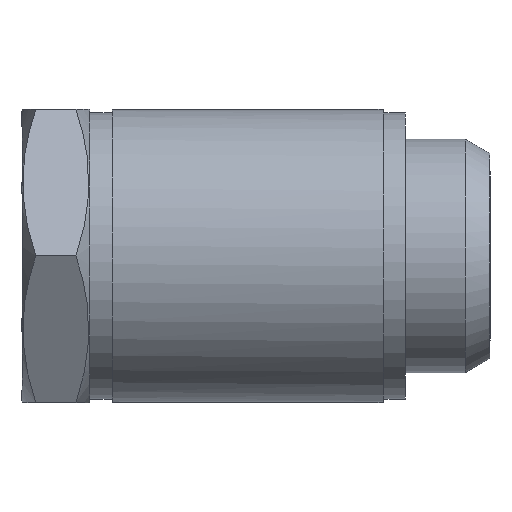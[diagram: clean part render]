
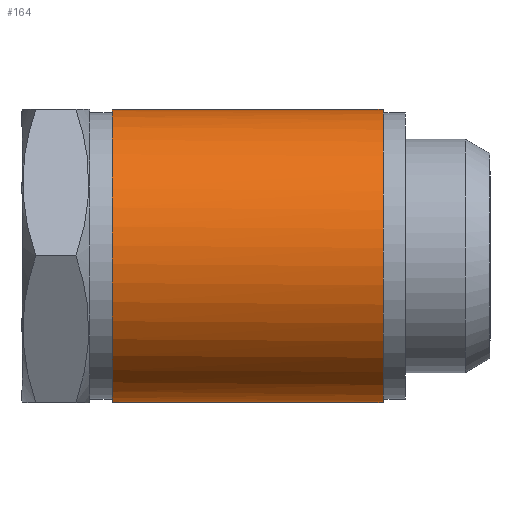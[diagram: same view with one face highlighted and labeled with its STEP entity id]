
A CAD part, left-side view. The second image highlights one B-rep face of the part: STEP entity #164.
In plain terms, the highlighted free-form (B-spline) face has degree [2, 1] with [9, 2] control points.
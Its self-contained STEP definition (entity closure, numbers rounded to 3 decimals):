
#164=ADVANCED_FACE('',(#249),#1256,.T.);
#249=FACE_OUTER_BOUND('',#342,.T.);
#342=EDGE_LOOP('',(#649,#650,#651,#652));
#649=ORIENTED_EDGE('',*,*,#903,.F.);
#650=ORIENTED_EDGE('',*,*,#904,.T.);
#651=ORIENTED_EDGE('',*,*,#905,.T.);
#652=ORIENTED_EDGE('',*,*,#906,.T.);
#903=EDGE_CURVE('',#1187,#1188,#1048,.T.);
#904=EDGE_CURVE('',#1187,#1190,#1049,.T.);
#905=EDGE_CURVE('',#1190,#1191,#1050,.T.);
#906=EDGE_CURVE('',#1191,#1188,#1051,.T.);
#1048=(
BOUNDED_CURVE()
B_SPLINE_CURVE(1,(#5241,#5242),.UNSPECIFIED.,.F.,.F.)
B_SPLINE_CURVE_WITH_KNOTS((2,2),(0.,24.),.UNSPECIFIED.)
CURVE()
GEOMETRIC_REPRESENTATION_ITEM()
RATIONAL_B_SPLINE_CURVE((1.,1.))
REPRESENTATION_ITEM('')
);
#1049=(
BOUNDED_CURVE()
B_SPLINE_CURVE(2,(#5243,#5244,#5245,#5246,#5247),.UNSPECIFIED.,.F.,.F.)
B_SPLINE_CURVE_WITH_KNOTS((3,2,3),(0.,20.42,40.841),
 .UNSPECIFIED.)
CURVE()
GEOMETRIC_REPRESENTATION_ITEM()
RATIONAL_B_SPLINE_CURVE((1.,0.707,1.,0.707,1.))
REPRESENTATION_ITEM('')
);
#1050=(
BOUNDED_CURVE()
B_SPLINE_CURVE(1,(#5248,#5249),.UNSPECIFIED.,.F.,.F.)
B_SPLINE_CURVE_WITH_KNOTS((2,2),(0.,24.),.UNSPECIFIED.)
CURVE()
GEOMETRIC_REPRESENTATION_ITEM()
RATIONAL_B_SPLINE_CURVE((1.,1.))
REPRESENTATION_ITEM('')
);
#1051=(
BOUNDED_CURVE()
B_SPLINE_CURVE(2,(#5250,#5251,#5252,#5253,#5254),.UNSPECIFIED.,.F.,.F.)
B_SPLINE_CURVE_WITH_KNOTS((3,2,3),(0.,20.42,40.841),
 .UNSPECIFIED.)
CURVE()
GEOMETRIC_REPRESENTATION_ITEM()
RATIONAL_B_SPLINE_CURVE((1.,0.707,1.,0.707,1.))
REPRESENTATION_ITEM('')
);
#1187=VERTEX_POINT('',#4955);
#1188=VERTEX_POINT('',#4956);
#1190=VERTEX_POINT('',#4958);
#1191=VERTEX_POINT('',#4959);
#1256=(
BOUNDED_SURFACE()
B_SPLINE_SURFACE(2,1,((#3909,#3910),(#3911,#3912),(#3913,#3914),(#3915,
#3916),(#3917,#3918),(#3919,#3920),(#3921,#3922),(#3923,#3924),(#3925,#3926)),
 .UNSPECIFIED.,.T.,.F.,.F.)
B_SPLINE_SURFACE_WITH_KNOTS((3,2,2,2,3),(2,2),(0.,1.571,3.142,
4.712,6.283),(0.,28.802),.UNSPECIFIED.)
GEOMETRIC_REPRESENTATION_ITEM()
RATIONAL_B_SPLINE_SURFACE(((1.,1.),(0.707,0.707),
(1.,1.),(0.707,0.707),(1.,1.),(0.707,
0.707),(1.,1.),(0.707,0.707),(1.,1.)))
REPRESENTATION_ITEM('')
SURFACE()
);
#3909=CARTESIAN_POINT('',(13.,-14.401,0.));
#3910=CARTESIAN_POINT('',(13.,14.401,0.));
#3911=CARTESIAN_POINT('',(13.,-14.401,-13.));
#3912=CARTESIAN_POINT('',(13.,14.401,-13.));
#3913=CARTESIAN_POINT('',(0.,-14.401,-13.));
#3914=CARTESIAN_POINT('',(0.,14.401,-13.));
#3915=CARTESIAN_POINT('',(-13.,-14.401,-13.));
#3916=CARTESIAN_POINT('',(-13.,14.401,-13.));
#3917=CARTESIAN_POINT('',(-13.,-14.401,0.));
#3918=CARTESIAN_POINT('',(-13.,14.401,0.));
#3919=CARTESIAN_POINT('',(-13.,-14.401,13.));
#3920=CARTESIAN_POINT('',(-13.,14.401,13.));
#3921=CARTESIAN_POINT('',(0.,-14.401,13.));
#3922=CARTESIAN_POINT('',(0.,14.401,13.));
#3923=CARTESIAN_POINT('',(13.,-14.401,13.));
#3924=CARTESIAN_POINT('',(13.,14.401,13.));
#3925=CARTESIAN_POINT('',(13.,-14.401,0.));
#3926=CARTESIAN_POINT('',(13.,14.401,0.));
#4955=CARTESIAN_POINT('',(0.,-12.,-13.));
#4956=CARTESIAN_POINT('',(0.,12.,-13.));
#4958=CARTESIAN_POINT('',(0.,-12.,13.));
#4959=CARTESIAN_POINT('',(0.,12.,13.));
#5241=CARTESIAN_POINT('',(0.,-12.,-13.));
#5242=CARTESIAN_POINT('',(0.,12.,-13.));
#5243=CARTESIAN_POINT('',(0.,-12.,-13.));
#5244=CARTESIAN_POINT('',(-13.,-12.,-13.));
#5245=CARTESIAN_POINT('',(-13.,-12.,0.));
#5246=CARTESIAN_POINT('',(-13.,-12.,13.));
#5247=CARTESIAN_POINT('',(0.,-12.,13.));
#5248=CARTESIAN_POINT('',(0.,-12.,13.));
#5249=CARTESIAN_POINT('',(0.,12.,13.));
#5250=CARTESIAN_POINT('',(0.,12.,13.));
#5251=CARTESIAN_POINT('',(-13.,12.,13.));
#5252=CARTESIAN_POINT('',(-13.,12.,0.));
#5253=CARTESIAN_POINT('',(-13.,12.,-13.));
#5254=CARTESIAN_POINT('',(0.,12.,-13.));
